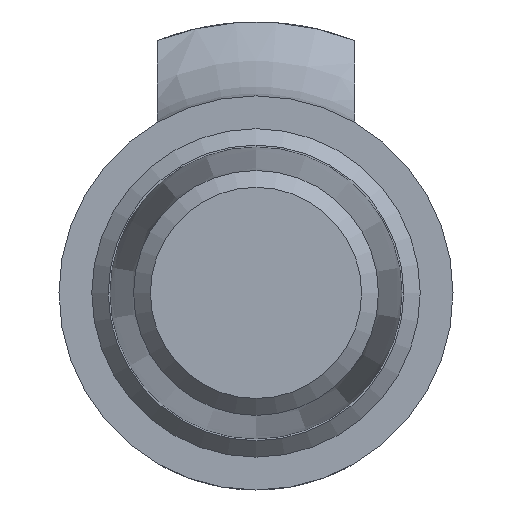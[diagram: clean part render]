
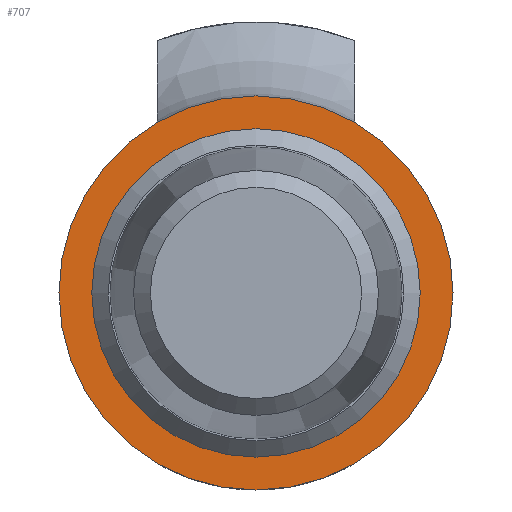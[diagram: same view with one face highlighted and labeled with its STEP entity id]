
A CAD part, left-side view. The second image highlights one B-rep face of the part: STEP entity #707.
In plain terms, the highlighted planar face has unit normal (-1, 0, 0).
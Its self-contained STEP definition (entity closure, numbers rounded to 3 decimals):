
#157=PLANE('',#773);
#176=FACE_BOUND('',#261,.T.);
#177=FACE_BOUND('',#262,.T.);
#261=EDGE_LOOP('',(#642));
#262=EDGE_LOOP('',(#643));
#301=CIRCLE('',#765,12.);
#302=CIRCLE('',#774,9.);
#369=VERTEX_POINT('',#1226);
#370=VERTEX_POINT('',#1264);
#457=EDGE_CURVE('',#369,#369,#301,.T.);
#464=EDGE_CURVE('',#370,#370,#302,.T.);
#642=ORIENTED_EDGE('',*,*,#464,.F.);
#643=ORIENTED_EDGE('',*,*,#457,.T.);
#707=ADVANCED_FACE('',(#176,#177),#157,.T.);
#765=AXIS2_PLACEMENT_3D('',#1227,#936,#937);
#773=AXIS2_PLACEMENT_3D('',#1263,#957,#958);
#774=AXIS2_PLACEMENT_3D('',#1265,#959,#960);
#936=DIRECTION('center_axis',(-1.,0.,0.));
#937=DIRECTION('ref_axis',(0.,0.,1.));
#957=DIRECTION('center_axis',(-1.,0.,0.));
#958=DIRECTION('ref_axis',(0.,0.,1.));
#959=DIRECTION('center_axis',(-1.,0.,0.));
#960=DIRECTION('ref_axis',(0.,0.,1.));
#1226=CARTESIAN_POINT('',(0.,0.,12.));
#1227=CARTESIAN_POINT('Origin',(0.,0.,0.));
#1263=CARTESIAN_POINT('Origin',(0.,0.,10.5));
#1264=CARTESIAN_POINT('',(0.,0.,9.));
#1265=CARTESIAN_POINT('Origin',(0.,0.,0.));
